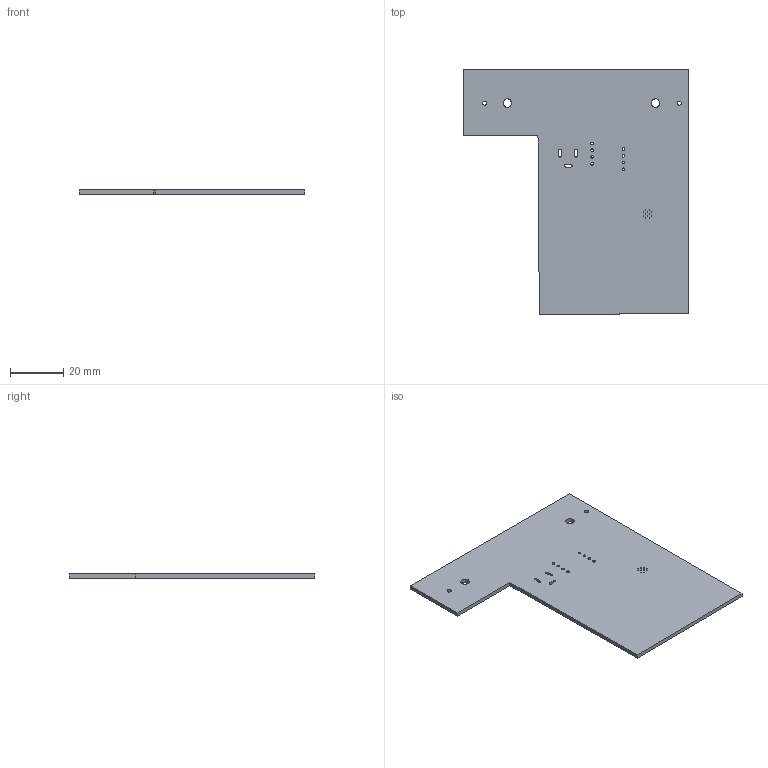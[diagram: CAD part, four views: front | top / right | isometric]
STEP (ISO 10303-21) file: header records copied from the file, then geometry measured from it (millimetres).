
FILE_DESCRIPTION(('KiCad electronic assembly'),'2;1');
FILE_NAME('RoomHealthBlackBox.step','2026-02-05T15:14:43',('Pcbnew'),( 'Kicad'),'Open CASCADE STEP processor 7.9','KiCad to STEP converter' ,'Unknown');
FILE_SCHEMA(('AUTOMOTIVE_DESIGN { 1 0 10303 214 1 1 1 1 }'));
Length unit declared in the file: millimetre
Products named in the file (2): RoomHealthBlackBox 1; RoomHealthBlackBox_PCB
Assembly tree (1 placements, depth 2):
  RoomHealthBlackBox 1
    RoomHealthBlackBox_PCB
Bounding box: 84.5 x 92 x 1.51 mm (x, y, z)
Volume: 8806.7 mm3; surface area: 12323 mm2
Topology: 1 solids, 1 shells, 44 faces, 126 edges, 84 vertices
Faces by surface type: cylinder 30, plane 14
Full cylindrical faces by diameter (mm): 0.2 x12, 1 x8, 1.57 x2, 3.2 x2
Entity records: 1615 total; most frequent: DIRECTION 278, CARTESIAN_POINT 256, ORIENTED_EDGE 252, EDGE_CURVE 126, AXIS2_PLACEMENT_3D 106, FACE_BOUND 98, EDGE_LOOP 98, VERTEX_POINT 84
